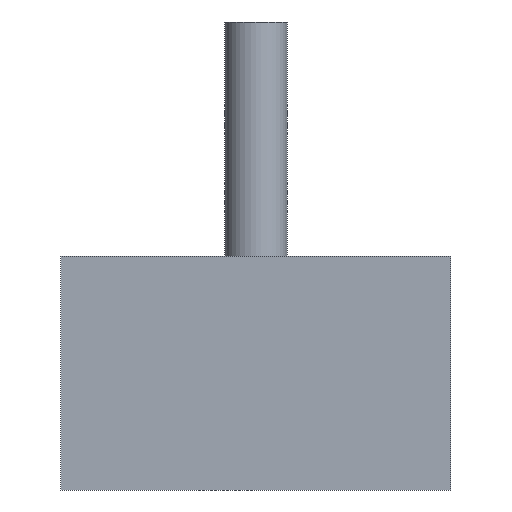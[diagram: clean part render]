
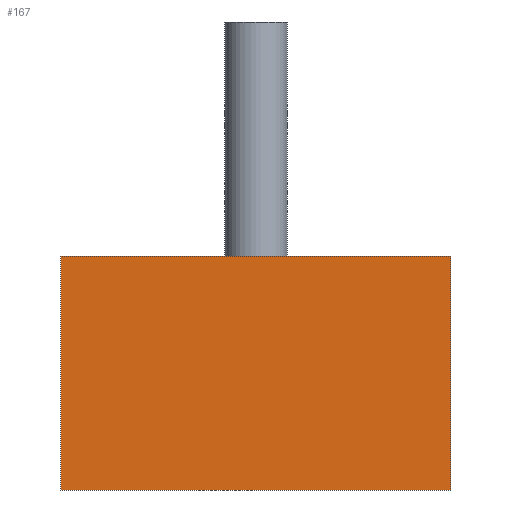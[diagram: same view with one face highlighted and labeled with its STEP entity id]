
A CAD part, left-side view. The second image highlights one B-rep face of the part: STEP entity #167.
In plain terms, the highlighted planar face has unit normal (-1, 0, 0).
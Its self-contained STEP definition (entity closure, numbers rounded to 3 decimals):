
#167 = ADVANCED_FACE('',(#168),#202,.F.);
#168 = FACE_BOUND('',#169,.F.);
#169 = EDGE_LOOP('',(#170,#180,#188,#196));
#170 = ORIENTED_EDGE('',*,*,#171,.F.);
#171 = EDGE_CURVE('',#172,#174,#176,.T.);
#172 = VERTEX_POINT('',#173);
#173 = CARTESIAN_POINT('',(-30.,-50.,-30.));
#174 = VERTEX_POINT('',#175);
#175 = CARTESIAN_POINT('',(-30.,-50.,30.));
#176 = LINE('',#177,#178);
#177 = CARTESIAN_POINT('',(-30.,-50.,-30.));
#178 = VECTOR('',#179,1.);
#179 = DIRECTION('',(0.,0.,1.));
#180 = ORIENTED_EDGE('',*,*,#181,.T.);
#181 = EDGE_CURVE('',#172,#182,#184,.T.);
#182 = VERTEX_POINT('',#183);
#183 = CARTESIAN_POINT('',(-30.,50.,-30.));
#184 = LINE('',#185,#186);
#185 = CARTESIAN_POINT('',(-30.,-50.,-30.));
#186 = VECTOR('',#187,1.);
#187 = DIRECTION('',(0.,1.,0.));
#188 = ORIENTED_EDGE('',*,*,#189,.T.);
#189 = EDGE_CURVE('',#182,#190,#192,.T.);
#190 = VERTEX_POINT('',#191);
#191 = CARTESIAN_POINT('',(-30.,50.,30.));
#192 = LINE('',#193,#194);
#193 = CARTESIAN_POINT('',(-30.,50.,-30.));
#194 = VECTOR('',#195,1.);
#195 = DIRECTION('',(0.,0.,1.));
#196 = ORIENTED_EDGE('',*,*,#197,.F.);
#197 = EDGE_CURVE('',#174,#190,#198,.T.);
#198 = LINE('',#199,#200);
#199 = CARTESIAN_POINT('',(-30.,-50.,30.));
#200 = VECTOR('',#201,1.);
#201 = DIRECTION('',(0.,1.,0.));
#202 = PLANE('',#203);
#203 = AXIS2_PLACEMENT_3D('',#204,#205,#206);
#204 = CARTESIAN_POINT('',(-30.,-50.,-30.));
#205 = DIRECTION('',(1.,0.,0.));
#206 = DIRECTION('',(0.,0.,1.));
